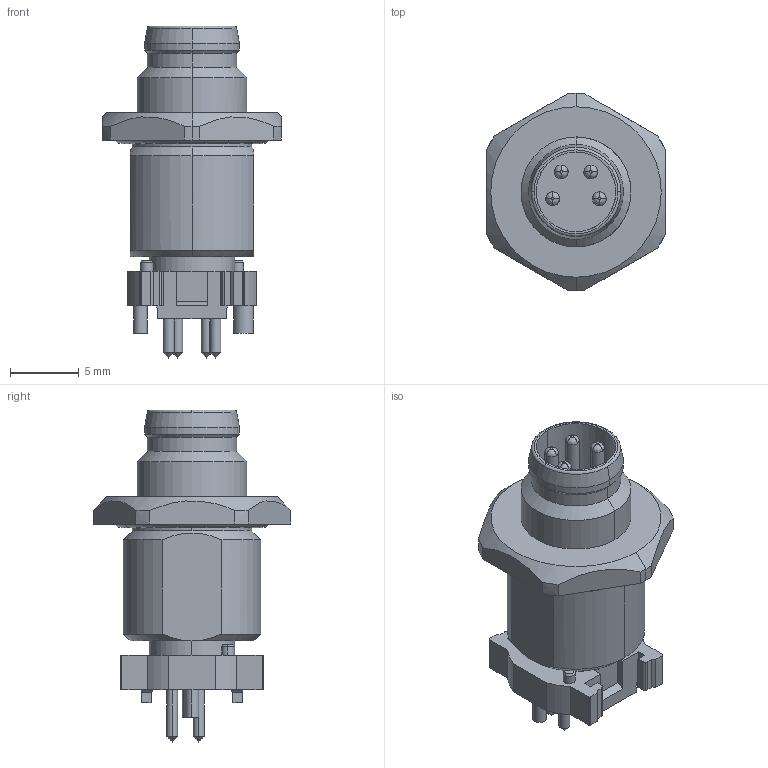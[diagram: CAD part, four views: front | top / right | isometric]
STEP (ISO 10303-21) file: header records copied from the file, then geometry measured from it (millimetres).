
FILE_DESCRIPTION(('CATIA V5R24 STEP','CAx-IF Rec.Pracs.--- Model Styling and Organization---1.2---2011-12-15'),'2;1');
FILE_NAME ('D1461858_0_2423100000_2423100000.stp','2017-08-29T12:13:38+00:00',('none'),('Weidmueller'),'CATIA Version 5-6 Release 2014 SP4 HF52','CATIA V5 STEP AP214','none');
FILE_SCHEMA(('AUTOMOTIVE_DESIGN { 1 0 10303 214 1 1 1 1 }'));
Length unit declared in the file: millimetre
Products named in the file (1): 2423100000
Bounding box: 13 x 14.4 x 24.15 mm (x, y, z)
Volume: 1264.4 mm3; surface area: 1848.5 mm2
Topology: 3 solids, 3 shells, 204 faces, 520 edges, 329 vertices
Faces by surface type: plane 81, cylinder 67, cone 26, bspline 16, extrusion 8, torus 6
Entity records: 6519 total; most frequent: CARTESIAN_POINT 1989, ORIENTED_EDGE 1024, DIRECTION 739, EDGE_CURVE 512, VERTEX_POINT 329, AXIS2_PLACEMENT_3D 286, VECTOR 283, LINE 275
